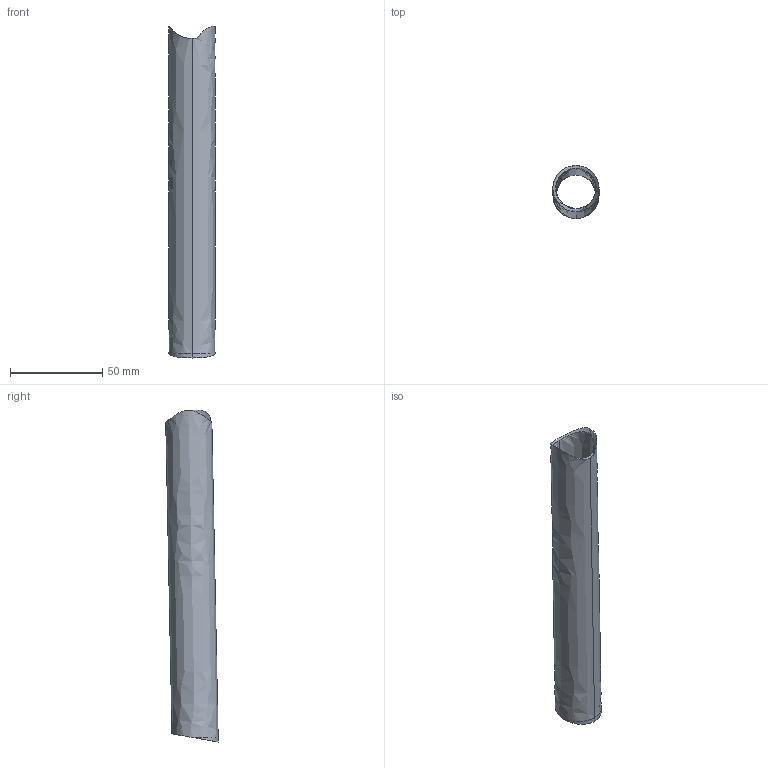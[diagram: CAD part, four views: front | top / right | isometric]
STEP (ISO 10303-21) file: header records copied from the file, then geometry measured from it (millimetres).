
FILE_DESCRIPTION(('CATIA V5 STEP Exchange'),'2;1');
FILE_NAME('Shape_948.stp','2017-12-22T18:30:02+00:00',('none'),('none'),'CATIA Version 5 Release 19 SP 2 (IN-10)','CATIA V5 STEP AP203','none');
FILE_SCHEMA(('CONFIG_CONTROL_DESIGN'));
Length unit declared in the file: millimetre
Products named in the file (1): Shape_948
Bounding box: 25 x 28.47 x 179.92 mm (x, y, z)
Volume: 19255.5 mm3; surface area: 25952.8 mm2
Topology: 1 solids, 1 shells, 11 faces, 30 edges, 21 vertices
Faces by surface type: cylinder 6, bspline 4, plane 1
Entity records: 687 total; most frequent: CARTESIAN_POINT 423, ORIENTED_EDGE 58, EDGE_CURVE 29, DIRECTION 21, B_SPLINE_CURVE_WITH_KNOTS 19, VERTEX_POINT 19, AXIS2_PLACEMENT_3D 12, EDGE_LOOP 12
